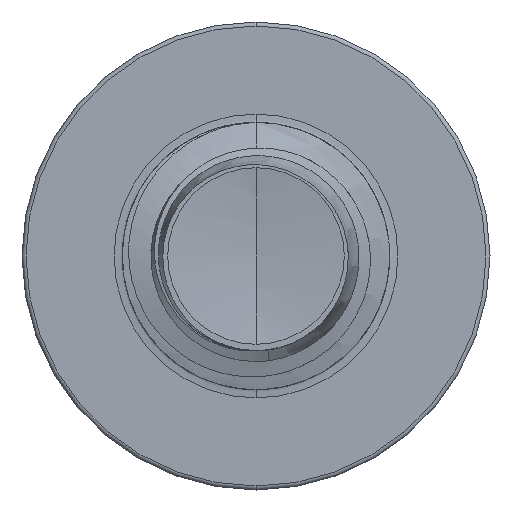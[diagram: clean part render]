
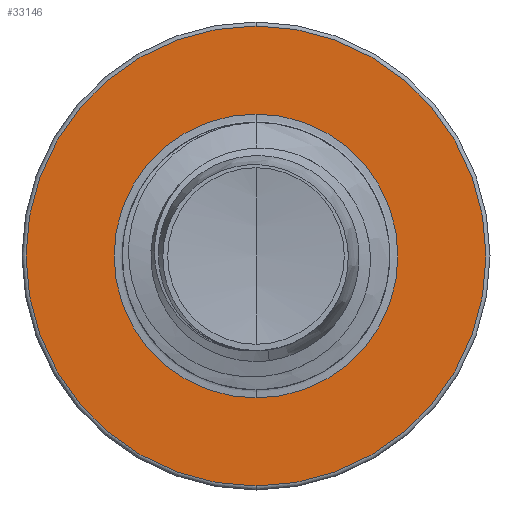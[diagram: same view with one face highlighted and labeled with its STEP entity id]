
A CAD part, front view. The second image highlights one B-rep face of the part: STEP entity #33146.
In plain terms, the highlighted planar face has unit normal (0, -1, 0).
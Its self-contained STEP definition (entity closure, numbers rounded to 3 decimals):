
#496 = FACE_OUTER_BOUND ( 'NONE', #32695, .T. ) ;
#784 = DIRECTION ( 'NONE',  ( 0., 0., 1. ) ) ;
#1180 = EDGE_CURVE ( 'NONE', #22418, #10048, #29223, .T. ) ;
#1799 = ORIENTED_EDGE ( 'NONE', *, *, #36088, .T. ) ;
#2261 = AXIS2_PLACEMENT_3D ( 'NONE', #11076, #31628, #14012 ) ;
#2592 = DIRECTION ( 'NONE',  ( 0., 0., 1. ) ) ;
#2681 = ORIENTED_EDGE ( 'NONE', *, *, #1180, .F. ) ;
#3293 = EDGE_LOOP ( 'NONE', ( #1799, #17441 ) ) ;
#7348 = FACE_BOUND ( 'NONE', #3293, .T. ) ;
#7832 = DIRECTION ( 'NONE',  ( 0., 1., 0. ) ) ;
#8963 = EDGE_CURVE ( 'NONE', #10048, #22418, #17143, .T. ) ;
#10048 = VERTEX_POINT ( 'NONE', #20163 ) ;
#10564 = ORIENTED_EDGE ( 'NONE', *, *, #8963, .F. ) ;
#10767 = CIRCLE ( 'NONE', #2261, 3.186 ) ;
#11076 = CARTESIAN_POINT ( 'NONE',  ( 0., 19., 0. ) ) ;
#11169 = EDGE_CURVE ( 'NONE', #29629, #25941, #10767, .T. ) ;
#11732 = CARTESIAN_POINT ( 'NONE',  ( 0., 19., -5.16 ) ) ;
#12202 = AXIS2_PLACEMENT_3D ( 'NONE', #30914, #32019, #13803 ) ;
#12205 = AXIS2_PLACEMENT_3D ( 'NONE', #19198, #7832, #28382 ) ;
#13803 = DIRECTION ( 'NONE',  ( 0., 0., 1. ) ) ;
#14012 = DIRECTION ( 'NONE',  ( 0., 0., 1. ) ) ;
#15172 = AXIS2_PLACEMENT_3D ( 'NONE', #37781, #20111, #2592 ) ;
#17143 = CIRCLE ( 'NONE', #24787, 5.16 ) ;
#17441 = ORIENTED_EDGE ( 'NONE', *, *, #11169, .T. ) ;
#17803 = CIRCLE ( 'NONE', #15172, 3.186 ) ;
#18275 = DIRECTION ( 'NONE',  ( 0., 1., 0. ) ) ;
#19198 = CARTESIAN_POINT ( 'NONE',  ( 0., 19., -3.186 ) ) ;
#20111 = DIRECTION ( 'NONE',  ( 0., 1., 0. ) ) ;
#20163 = CARTESIAN_POINT ( 'NONE',  ( 0., 19., 5.16 ) ) ;
#22418 = VERTEX_POINT ( 'NONE', #11732 ) ;
#22972 = CARTESIAN_POINT ( 'NONE',  ( 0., 19., 3.186 ) ) ;
#24787 = AXIS2_PLACEMENT_3D ( 'NONE', #35953, #18275, #784 ) ;
#25394 = PLANE ( 'NONE',  #12205 ) ;
#25941 = VERTEX_POINT ( 'NONE', #22972 ) ;
#28382 = DIRECTION ( 'NONE',  ( 0., 0., 1. ) ) ;
#29223 = CIRCLE ( 'NONE', #12202, 5.16 ) ;
#29629 = VERTEX_POINT ( 'NONE', #36110 ) ;
#30914 = CARTESIAN_POINT ( 'NONE',  ( 0., 19., 0. ) ) ;
#31628 = DIRECTION ( 'NONE',  ( 0., 1., 0. ) ) ;
#32019 = DIRECTION ( 'NONE',  ( 0., 1., 0. ) ) ;
#32695 = EDGE_LOOP ( 'NONE', ( #10564, #2681 ) ) ;
#33146 = ADVANCED_FACE ( 'NONE', ( #496, #7348 ), #25394, .F. ) ;
#35953 = CARTESIAN_POINT ( 'NONE',  ( 0., 19., 0. ) ) ;
#36088 = EDGE_CURVE ( 'NONE', #25941, #29629, #17803, .T. ) ;
#36110 = CARTESIAN_POINT ( 'NONE',  ( 0., 19., -3.186 ) ) ;
#37781 = CARTESIAN_POINT ( 'NONE',  ( 0., 19., 0. ) ) ;
